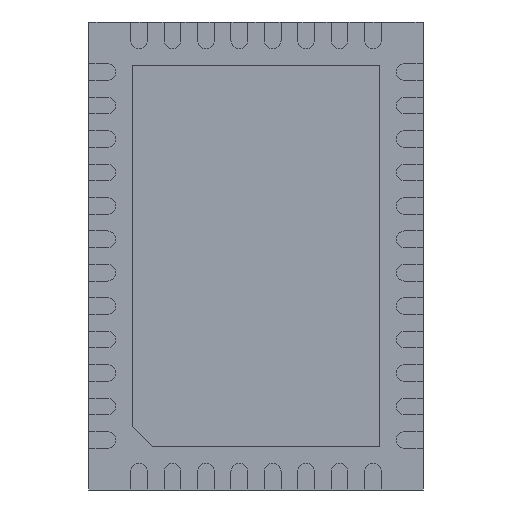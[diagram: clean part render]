
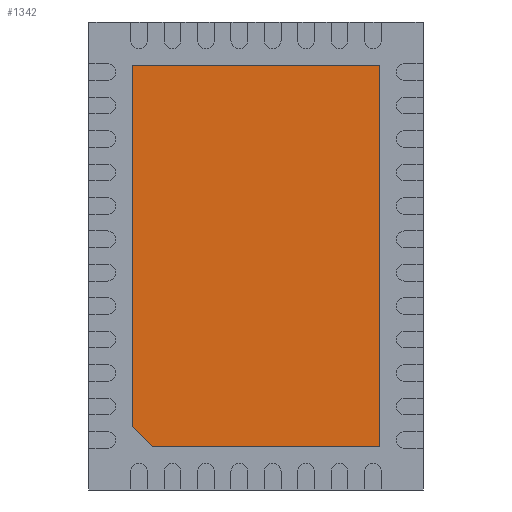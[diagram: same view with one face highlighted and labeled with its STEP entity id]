
A CAD part, front view. The second image highlights one B-rep face of the part: STEP entity #1342.
In plain terms, the highlighted planar face has unit normal (0, -1, 0).
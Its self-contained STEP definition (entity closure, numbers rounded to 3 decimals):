
#238 = LINE ( 'NONE', #2297, #11775 ) ;
#1012 = EDGE_LOOP ( 'NONE', ( #11262, #6548, #4786, #12910, #5674 ) ) ;
#1106 = CARTESIAN_POINT ( 'NONE',  ( -1.85, 0., -2.85 ) ) ;
#1342 = ADVANCED_FACE ( 'NONE', ( #9990 ), #13041, .T. ) ;
#1628 = CARTESIAN_POINT ( 'NONE',  ( 0., 0., 0. ) ) ;
#1909 = VECTOR ( 'NONE', #6350, 1000. ) ;
#2024 = CARTESIAN_POINT ( 'NONE',  ( -1.85, 0., -2.55 ) ) ;
#2297 = CARTESIAN_POINT ( 'NONE',  ( -1.85, 0., 2.85 ) ) ;
#2409 = EDGE_CURVE ( 'NONE', #7816, #8451, #4335, .T. ) ;
#3932 = EDGE_CURVE ( 'NONE', #8451, #4977, #6961, .T. ) ;
#4112 = CARTESIAN_POINT ( 'NONE',  ( 1.85, 0., -2.85 ) ) ;
#4143 = CARTESIAN_POINT ( 'NONE',  ( -1.55, 0., -2.85 ) ) ;
#4335 = LINE ( 'NONE', #1106, #9796 ) ;
#4336 = DIRECTION ( 'NONE',  ( 0., 0., -1. ) ) ;
#4508 = CARTESIAN_POINT ( 'NONE',  ( -2.2, 0., -2.2 ) ) ;
#4786 = ORIENTED_EDGE ( 'NONE', *, *, #2409, .T. ) ;
#4977 = VERTEX_POINT ( 'NONE', #10233 ) ;
#5508 = LINE ( 'NONE', #4508, #6911 ) ;
#5674 = ORIENTED_EDGE ( 'NONE', *, *, #10815, .T. ) ;
#6350 = DIRECTION ( 'NONE',  ( -1., 0., 0. ) ) ;
#6548 = ORIENTED_EDGE ( 'NONE', *, *, #10047, .T. ) ;
#6911 = VECTOR ( 'NONE', #12945, 1000. ) ;
#6961 = LINE ( 'NONE', #9064, #9486 ) ;
#6976 = DIRECTION ( 'NONE',  ( 1., 0., 0. ) ) ;
#7163 = LINE ( 'NONE', #7229, #1909 ) ;
#7229 = CARTESIAN_POINT ( 'NONE',  ( -1.85, 0., 2.85 ) ) ;
#7816 = VERTEX_POINT ( 'NONE', #4143 ) ;
#8114 = VERTEX_POINT ( 'NONE', #10145 ) ;
#8162 = EDGE_CURVE ( 'NONE', #8114, #8504, #238, .T. ) ;
#8451 = VERTEX_POINT ( 'NONE', #4112 ) ;
#8504 = VERTEX_POINT ( 'NONE', #2024 ) ;
#8917 = DIRECTION ( 'NONE',  ( 0., 0., -1. ) ) ;
#9064 = CARTESIAN_POINT ( 'NONE',  ( 1.85, 0., 2.85 ) ) ;
#9486 = VECTOR ( 'NONE', #11091, 1000. ) ;
#9796 = VECTOR ( 'NONE', #6976, 1000. ) ;
#9990 = FACE_OUTER_BOUND ( 'NONE', #1012, .T. ) ;
#10047 = EDGE_CURVE ( 'NONE', #8504, #7816, #5508, .T. ) ;
#10145 = CARTESIAN_POINT ( 'NONE',  ( -1.85, 0., 2.85 ) ) ;
#10233 = CARTESIAN_POINT ( 'NONE',  ( 1.85, 0., 2.85 ) ) ;
#10815 = EDGE_CURVE ( 'NONE', #4977, #8114, #7163, .T. ) ;
#10935 = DIRECTION ( 'NONE',  ( 0., -1., 0. ) ) ;
#11091 = DIRECTION ( 'NONE',  ( 0., 0., 1. ) ) ;
#11262 = ORIENTED_EDGE ( 'NONE', *, *, #8162, .T. ) ;
#11687 = AXIS2_PLACEMENT_3D ( 'NONE', #1628, #10935, #8917 ) ;
#11775 = VECTOR ( 'NONE', #4336, 1000. ) ;
#12910 = ORIENTED_EDGE ( 'NONE', *, *, #3932, .T. ) ;
#12945 = DIRECTION ( 'NONE',  ( 0.707, 0., -0.707 ) ) ;
#13041 = PLANE ( 'NONE',  #11687 ) ;
